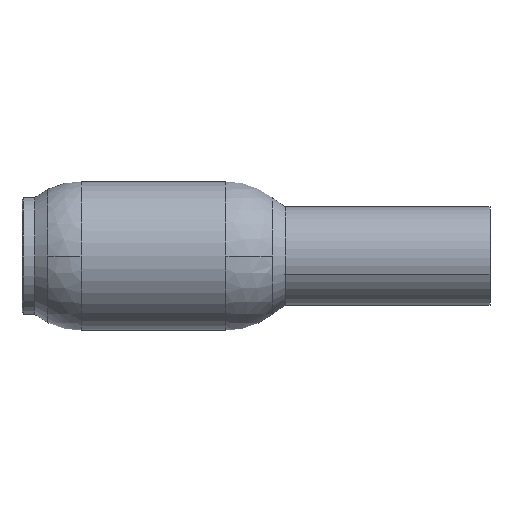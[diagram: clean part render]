
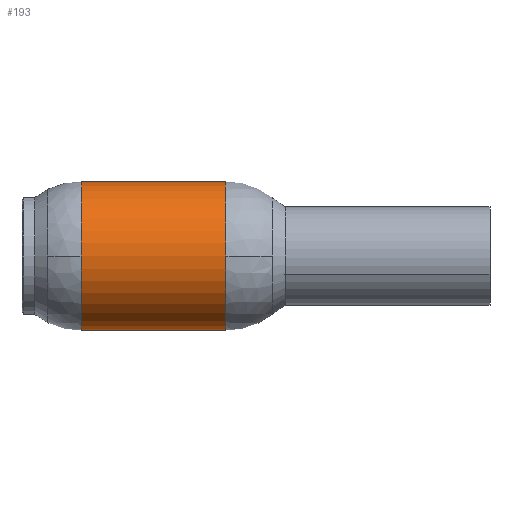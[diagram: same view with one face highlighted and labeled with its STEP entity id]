
A CAD part, front view. The second image highlights one B-rep face of the part: STEP entity #193.
In plain terms, the highlighted cylindrical face has radius 25.5 mm (diameter 51 mm), a partial arc.
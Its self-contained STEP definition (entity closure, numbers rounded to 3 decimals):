
#24 = ORIENTED_EDGE ( 'NONE', *, *, #102, .F. ) ;
#26 = ORIENTED_EDGE ( 'NONE', *, *, #57, .F. ) ;
#36 = VERTEX_POINT ( 'NONE', #714 ) ;
#37 = VERTEX_POINT ( 'NONE', #713 ) ;
#40 = VERTEX_POINT ( 'NONE', #743 ) ;
#47 = VERTEX_POINT ( 'NONE', #909 ) ;
#57 = EDGE_CURVE ( 'NONE', #126, #37, #754, .T. ) ;
#60 = EDGE_LOOP ( 'NONE', ( #214, #221, #190, #202, #26, #24 ) ) ;
#73 = EDGE_CURVE ( 'NONE', #40, #47, #735, .T. ) ;
#102 = EDGE_CURVE ( 'NONE', #47, #126, #996, .T. ) ;
#122 = EDGE_CURVE ( 'NONE', #40, #130, #1090, .T. ) ;
#126 = VERTEX_POINT ( 'NONE', #982 ) ;
#130 = VERTEX_POINT ( 'NONE', #981 ) ;
#135 = EDGE_CURVE ( 'NONE', #36, #37, #1055, .T. ) ;
#189 = EDGE_CURVE ( 'NONE', #130, #36, #2541, .T. ) ;
#190 = ORIENTED_EDGE ( 'NONE', *, *, #189, .T. ) ;
#193 = ADVANCED_FACE ( 'NONE', ( #2535 ), #2634, .T. ) ;
#202 = ORIENTED_EDGE ( 'NONE', *, *, #135, .T. ) ;
#214 = ORIENTED_EDGE ( 'NONE', *, *, #73, .F. ) ;
#221 = ORIENTED_EDGE ( 'NONE', *, *, #122, .T. ) ;
#713 = CARTESIAN_POINT ( 'NONE',  ( -24.9, 0., 25.5 ) ) ;
#714 = CARTESIAN_POINT ( 'NONE',  ( 24.7, 0., 25.5 ) ) ;
#732 = DIRECTION ( 'NONE',  ( -1., 0., 0. ) ) ;
#733 = VECTOR ( 'NONE', #732, 1000. ) ;
#734 = CARTESIAN_POINT ( 'NONE',  ( -63.041, 0., -25.5 ) ) ;
#735 = LINE ( 'NONE', #734, #733 ) ;
#743 = CARTESIAN_POINT ( 'NONE',  ( 24.7, 0., -25.5 ) ) ;
#750 = DIRECTION ( 'NONE',  ( 0., 0., 1. ) ) ;
#751 = DIRECTION ( 'NONE',  ( -1., 0., 0. ) ) ;
#752 = CARTESIAN_POINT ( 'NONE',  ( -24.9, 0., 0. ) ) ;
#753 = AXIS2_PLACEMENT_3D ( 'NONE', #752, #751, #750 ) ;
#754 = CIRCLE ( 'NONE', #753, 25.5 ) ;
#909 = CARTESIAN_POINT ( 'NONE',  ( -24.9, 0., -25.5 ) ) ;
#981 = CARTESIAN_POINT ( 'NONE',  ( 24.7, -25.5, 0. ) ) ;
#982 = CARTESIAN_POINT ( 'NONE',  ( -24.9, -25.5, 0. ) ) ;
#987 = DIRECTION ( 'NONE',  ( 0., 0., 1. ) ) ;
#988 = DIRECTION ( 'NONE',  ( -1., 0., 0. ) ) ;
#989 = AXIS2_PLACEMENT_3D ( 'NONE', #1095, #988, #987 ) ;
#992 = DIRECTION ( 'NONE',  ( 0., 0., 1. ) ) ;
#993 = DIRECTION ( 'NONE',  ( -1., 0., 0. ) ) ;
#994 = CARTESIAN_POINT ( 'NONE',  ( -24.9, 0., 0. ) ) ;
#995 = AXIS2_PLACEMENT_3D ( 'NONE', #994, #993, #992 ) ;
#996 = CIRCLE ( 'NONE', #995, 25.5 ) ;
#1052 = DIRECTION ( 'NONE',  ( -1., 0., 0. ) ) ;
#1053 = VECTOR ( 'NONE', #1052, 1000. ) ;
#1054 = CARTESIAN_POINT ( 'NONE',  ( -63.041, 0., 25.5 ) ) ;
#1055 = LINE ( 'NONE', #1054, #1053 ) ;
#1090 = CIRCLE ( 'NONE', #989, 25.5 ) ;
#1095 = CARTESIAN_POINT ( 'NONE',  ( 24.7, 0., 0. ) ) ;
#2535 = FACE_OUTER_BOUND ( 'NONE', #60, .T. ) ;
#2537 = DIRECTION ( 'NONE',  ( 0., 0., 1. ) ) ;
#2538 = DIRECTION ( 'NONE',  ( -1., 0., 0. ) ) ;
#2539 = CARTESIAN_POINT ( 'NONE',  ( 24.7, 0., 0. ) ) ;
#2540 = AXIS2_PLACEMENT_3D ( 'NONE', #2539, #2538, #2537 ) ;
#2541 = CIRCLE ( 'NONE', #2540, 25.5 ) ;
#2630 = DIRECTION ( 'NONE',  ( 0., 0., 1. ) ) ;
#2631 = DIRECTION ( 'NONE',  ( -1., 0., 0. ) ) ;
#2632 = CARTESIAN_POINT ( 'NONE',  ( -63.041, 0., 0. ) ) ;
#2633 = AXIS2_PLACEMENT_3D ( 'NONE', #2632, #2631, #2630 ) ;
#2634 = CYLINDRICAL_SURFACE ( 'NONE', #2633, 25.5 ) ;
